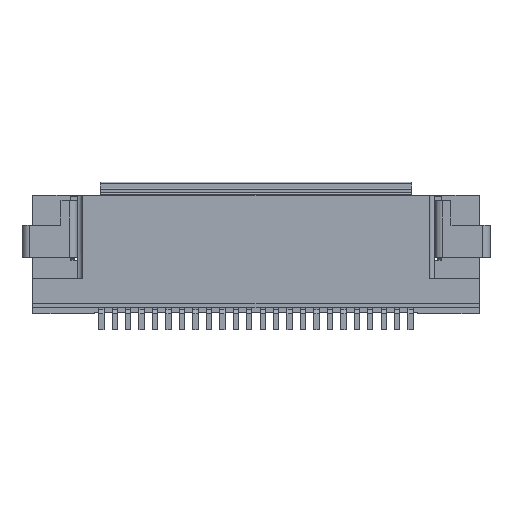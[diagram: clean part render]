
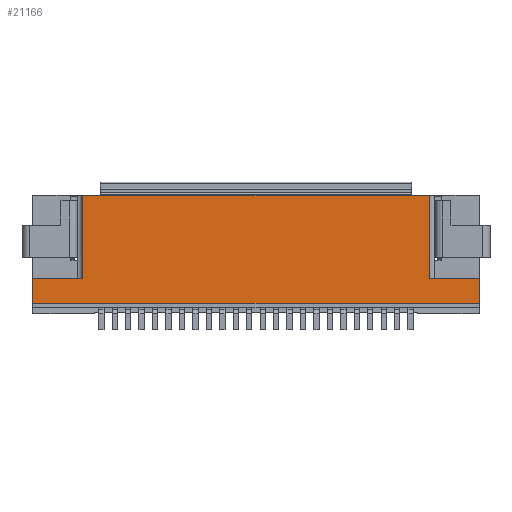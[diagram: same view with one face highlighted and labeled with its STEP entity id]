
A CAD part, front view. The second image highlights one B-rep face of the part: STEP entity #21166.
In plain terms, the highlighted planar face has unit normal (0, -1, 0).
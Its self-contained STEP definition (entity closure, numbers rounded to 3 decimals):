
#489=DIRECTION('',(1.,0.,0.));
#490=VECTOR('',#489,12.9);
#491=CARTESIAN_POINT('',(-6.45,0.,0.));
#492=LINE('',#491,#490);
#1881=DIRECTION('',(0.,0.,-1.));
#1882=VECTOR('',#1881,0.9);
#1883=CARTESIAN_POINT('',(8.3,0.,-3.1));
#1884=LINE('',#1883,#1882);
#2806=DIRECTION('',(1.,0.,0.));
#2807=VECTOR('',#2806,16.6);
#2808=CARTESIAN_POINT('',(-8.3,0.,-4.));
#2809=LINE('',#2808,#2807);
#2810=DIRECTION('',(0.,0.,-1.));
#2811=VECTOR('',#2810,0.9);
#2812=CARTESIAN_POINT('',(-8.3,0.,-3.1));
#2813=LINE('',#2812,#2811);
#2814=DIRECTION('',(1.,0.,0.));
#2815=VECTOR('',#2814,1.85);
#2816=CARTESIAN_POINT('',(-8.3,0.,-3.1));
#2817=LINE('',#2816,#2815);
#2818=DIRECTION('',(0.,0.,-1.));
#2819=VECTOR('',#2818,3.1);
#2820=CARTESIAN_POINT('',(-6.45,0.,0.));
#2821=LINE('',#2820,#2819);
#2822=DIRECTION('',(0.,0.,-1.));
#2823=VECTOR('',#2822,3.1);
#2824=CARTESIAN_POINT('',(6.45,0.,0.));
#2825=LINE('',#2824,#2823);
#2826=DIRECTION('',(1.,0.,0.));
#2827=VECTOR('',#2826,1.85);
#2828=CARTESIAN_POINT('',(6.45,0.,-3.1));
#2829=LINE('',#2828,#2827);
#13637=CARTESIAN_POINT('',(-8.3,0.,-3.1));
#13638=CARTESIAN_POINT('',(-6.45,0.,-3.1));
#13639=VERTEX_POINT('',#13637);
#13640=VERTEX_POINT('',#13638);
#13641=CARTESIAN_POINT('',(6.45,0.,-3.1));
#13642=CARTESIAN_POINT('',(8.3,0.,-3.1));
#13643=VERTEX_POINT('',#13641);
#13644=VERTEX_POINT('',#13642);
#13645=CARTESIAN_POINT('',(-6.45,0.,0.));
#13646=VERTEX_POINT('',#13645);
#13647=CARTESIAN_POINT('',(6.45,0.,0.));
#13648=VERTEX_POINT('',#13647);
#13753=CARTESIAN_POINT('',(-8.3,0.,-4.));
#13754=CARTESIAN_POINT('',(8.3,0.,-4.));
#13755=VERTEX_POINT('',#13753);
#13756=VERTEX_POINT('',#13754);
#21146=CARTESIAN_POINT('',(-8.3,0.,0.));
#21147=DIRECTION('',(0.,-1.,0.));
#21148=DIRECTION('',(1.,0.,0.));
#21149=AXIS2_PLACEMENT_3D('',#21146,#21147,#21148);
#21150=PLANE('',#21149);
#21152=ORIENTED_EDGE('',*,*,#21151,.F.);
#21154=ORIENTED_EDGE('',*,*,#21153,.F.);
#21156=ORIENTED_EDGE('',*,*,#21155,.T.);
#21157=ORIENTED_EDGE('',*,*,#21139,.F.);
#21158=ORIENTED_EDGE('',*,*,#18250,.T.);
#21160=ORIENTED_EDGE('',*,*,#21159,.T.);
#21162=ORIENTED_EDGE('',*,*,#21161,.T.);
#21163=ORIENTED_EDGE('',*,*,#19960,.T.);
#21164=EDGE_LOOP('',(#21152,#21154,#21156,#21157,#21158,#21160,#21162,#21163));
#21165=FACE_OUTER_BOUND('',#21164,.F.);
#21166=ADVANCED_FACE('',(#21165),#21150,.T.);
#18250=EDGE_CURVE('',#13646,#13648,#492,.T.);
#19960=EDGE_CURVE('',#13644,#13756,#1884,.T.);
#21139=EDGE_CURVE('',#13646,#13640,#2821,.T.);
#21151=EDGE_CURVE('',#13755,#13756,#2809,.T.);
#21153=EDGE_CURVE('',#13639,#13755,#2813,.T.);
#21155=EDGE_CURVE('',#13639,#13640,#2817,.T.);
#21159=EDGE_CURVE('',#13648,#13643,#2825,.T.);
#21161=EDGE_CURVE('',#13643,#13644,#2829,.T.);
